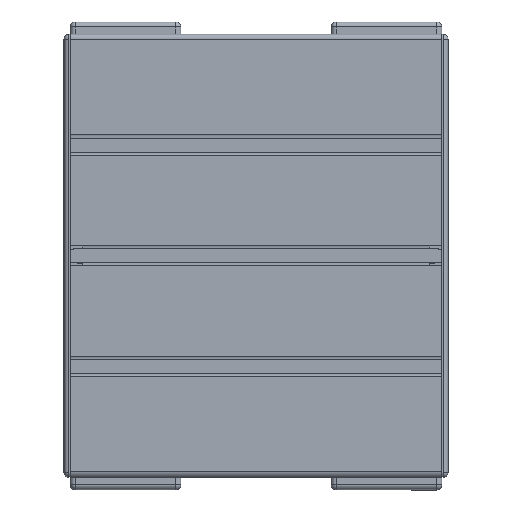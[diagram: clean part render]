
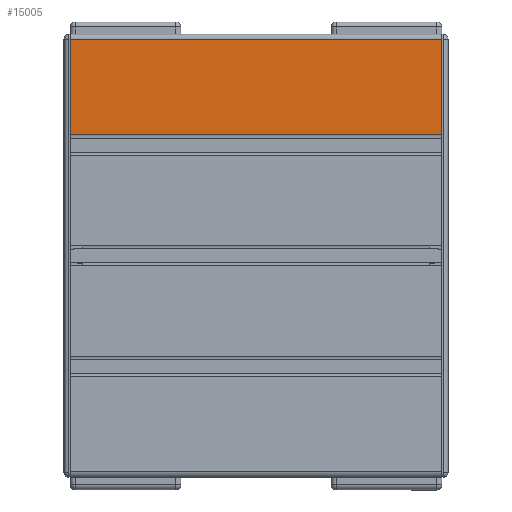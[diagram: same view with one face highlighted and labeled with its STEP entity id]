
A CAD part, top view. The second image highlights one B-rep face of the part: STEP entity #15005.
In plain terms, the highlighted face is planar.
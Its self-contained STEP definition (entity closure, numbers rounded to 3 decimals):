
#2519=FACE_OUTER_BOUND($,#3519,.T.);
#3519=EDGE_LOOP($,(#12824,#12825,#12826,#12827));
#4412=LINE($,#26065,#5657);
#4547=LINE($,#26373,#5792);
#4587=LINE($,#26462,#5832);
#4590=LINE($,#26471,#5835);
#5657=VECTOR($,#20281,38.9);
#5792=VECTOR($,#20574,151.);
#5832=VECTOR($,#20666,38.9);
#5835=VECTOR($,#20677,151.);
#7056=VERTEX_POINT($,#26062);
#7057=VERTEX_POINT($,#26064);
#7151=VERTEX_POINT($,#26372);
#7174=VERTEX_POINT($,#26461);
#8895=EDGE_CURVE($,#7056,#7057,#4412,.T.);
#9049=EDGE_CURVE($,#7151,#7057,#4547,.T.);
#9094=EDGE_CURVE($,#7174,#7151,#4587,.T.);
#9100=EDGE_CURVE($,#7056,#7174,#4590,.T.);
#12824=ORIENTED_EDGE($,*,*,#9049,.T.);
#12825=ORIENTED_EDGE($,*,*,#8895,.F.);
#12826=ORIENTED_EDGE($,*,*,#9100,.T.);
#12827=ORIENTED_EDGE($,*,*,#9094,.T.);
#14191=PLANE($,#16634);
#15005=ADVANCED_FACE($,(#2519),#14191,.T.);
#16634=AXIS2_PLACEMENT_3D($,#26470,#20675,#20676);
#20281=DIRECTION($,(-1.,0.,0.));
#20574=DIRECTION($,(0.,0.,-1.));
#20666=DIRECTION($,(-1.,0.,0.));
#20675=DIRECTION('center_axis',(0.,-1.,0.));
#20676=DIRECTION('ref_axis',(0.,0.,-1.));
#20677=DIRECTION($,(0.,0.,1.));
#26062=CARTESIAN_POINT('',(88.,-9.25,0.));
#26064=CARTESIAN_POINT('',(49.1,-9.25,0.));
#26065=CARTESIAN_POINT($,(-24.55,-9.25,0.));
#26372=CARTESIAN_POINT('',(49.1,-9.25,151.));
#26373=CARTESIAN_POINT($,(49.1,-9.25,0.));
#26461=CARTESIAN_POINT('',(88.,-9.25,151.));
#26462=CARTESIAN_POINT($,(-24.55,-9.25,151.));
#26470=CARTESIAN_POINT('Origin',(-49.1,-9.25,0.));
#26471=CARTESIAN_POINT($,(88.,-9.25,0.));
